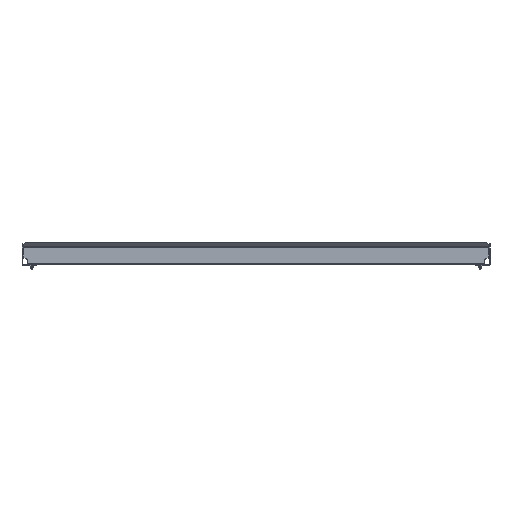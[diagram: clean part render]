
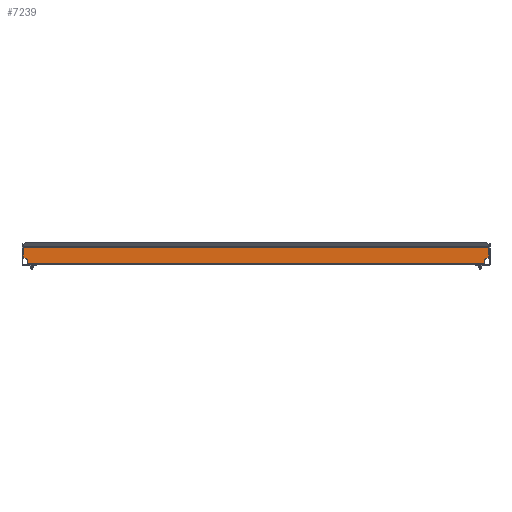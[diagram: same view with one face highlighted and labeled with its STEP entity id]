
A CAD part, front view. The second image highlights one B-rep face of the part: STEP entity #7239.
In plain terms, the highlighted face is planar.
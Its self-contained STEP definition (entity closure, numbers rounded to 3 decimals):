
#103 = LINE ( 'NONE', #5287, #6520 ) ;
#112 = CARTESIAN_POINT ( 'NONE',  ( 369., 0., 1.8 ) ) ;
#326 = DIRECTION ( 'NONE',  ( 0., 1., 0. ) ) ;
#472 = CARTESIAN_POINT ( 'NONE',  ( -363., 0., 7.55 ) ) ;
#490 = LINE ( 'NONE', #5048, #4575 ) ;
#905 = DIRECTION ( 'NONE',  ( -1., 0., 0. ) ) ;
#932 = VECTOR ( 'NONE', #8485, 1000. ) ;
#961 = FACE_OUTER_BOUND ( 'NONE', #8676, .T. ) ;
#987 = VECTOR ( 'NONE', #3219, 1000. ) ;
#1232 = VERTEX_POINT ( 'NONE', #7356 ) ;
#1278 = CARTESIAN_POINT ( 'NONE',  ( -369., 0., 10.8 ) ) ;
#1302 = DIRECTION ( 'NONE',  ( 0., -1., 0. ) ) ;
#1323 = VECTOR ( 'NONE', #3978, 1000. ) ;
#1325 = AXIS2_PLACEMENT_3D ( 'NONE', #6388, #326, #7888 ) ;
#1392 = CARTESIAN_POINT ( 'NONE',  ( -366.25, 0., 7.55 ) ) ;
#1698 = CIRCLE ( 'NONE', #4399, 3.25 ) ;
#1797 = VERTEX_POINT ( 'NONE', #1278 ) ;
#1818 = EDGE_CURVE ( 'NONE', #4613, #8632, #103, .T. ) ;
#1872 = CARTESIAN_POINT ( 'NONE',  ( -366.25, 0., 10.8 ) ) ;
#2440 = ORIENTED_EDGE ( 'NONE', *, *, #7813, .T. ) ;
#2468 = ORIENTED_EDGE ( 'NONE', *, *, #6738, .T. ) ;
#2646 = DIRECTION ( 'NONE',  ( 0., 0., 1. ) ) ;
#2663 = CARTESIAN_POINT ( 'NONE',  ( -369., 0., 27.929 ) ) ;
#2739 = LINE ( 'NONE', #7747, #4511 ) ;
#2877 = EDGE_CURVE ( 'NONE', #8632, #5563, #6085, .T. ) ;
#2926 = CARTESIAN_POINT ( 'NONE',  ( 369., 0., 10.8 ) ) ;
#3038 = LINE ( 'NONE', #2663, #987 ) ;
#3219 = DIRECTION ( 'NONE',  ( 0., 0., -1. ) ) ;
#3421 = LINE ( 'NONE', #3626, #932 ) ;
#3514 = ORIENTED_EDGE ( 'NONE', *, *, #3619, .F. ) ;
#3619 = EDGE_CURVE ( 'NONE', #4321, #7498, #2739, .T. ) ;
#3626 = CARTESIAN_POINT ( 'NONE',  ( 363., 0., -0.001 ) ) ;
#3703 = CARTESIAN_POINT ( 'NONE',  ( -363., 0., 1.8 ) ) ;
#3978 = DIRECTION ( 'NONE',  ( 0., 0., -1. ) ) ;
#4220 = CARTESIAN_POINT ( 'NONE',  ( 369., 0., 27.515 ) ) ;
#4321 = VERTEX_POINT ( 'NONE', #4220 ) ;
#4399 = AXIS2_PLACEMENT_3D ( 'NONE', #4793, #8863, #4770 ) ;
#4511 = VECTOR ( 'NONE', #5648, 1000. ) ;
#4575 = VECTOR ( 'NONE', #905, 1000. ) ;
#4613 = VERTEX_POINT ( 'NONE', #3703 ) ;
#4770 = DIRECTION ( 'NONE',  ( 0., 0., 1. ) ) ;
#4793 = CARTESIAN_POINT ( 'NONE',  ( 366.25, 0., 7.55 ) ) ;
#4908 = ORIENTED_EDGE ( 'NONE', *, *, #6013, .F. ) ;
#4919 = EDGE_CURVE ( 'NONE', #6289, #1232, #1698, .T. ) ;
#5025 = PLANE ( 'NONE',  #1325 ) ;
#5048 = CARTESIAN_POINT ( 'NONE',  ( 363., 0., 10.8 ) ) ;
#5118 = DIRECTION ( 'NONE',  ( -1., 0., 0. ) ) ;
#5140 = ORIENTED_EDGE ( 'NONE', *, *, #6366, .T. ) ;
#5287 = CARTESIAN_POINT ( 'NONE',  ( -363., 0., -0.001 ) ) ;
#5307 = CARTESIAN_POINT ( 'NONE',  ( 369., 0., 27.929 ) ) ;
#5324 = EDGE_CURVE ( 'NONE', #7353, #1232, #3421, .T. ) ;
#5369 = CARTESIAN_POINT ( 'NONE',  ( -369., 0., 27.515 ) ) ;
#5505 = ORIENTED_EDGE ( 'NONE', *, *, #5324, .F. ) ;
#5563 = VERTEX_POINT ( 'NONE', #1872 ) ;
#5634 = EDGE_CURVE ( 'NONE', #4321, #7692, #6133, .T. ) ;
#5648 = DIRECTION ( 'NONE',  ( -1., 0., 0. ) ) ;
#5705 = ORIENTED_EDGE ( 'NONE', *, *, #5634, .T. ) ;
#5739 = CARTESIAN_POINT ( 'NONE',  ( -363., 0., 10.8 ) ) ;
#6003 = VECTOR ( 'NONE', #8926, 1000. ) ;
#6013 = EDGE_CURVE ( 'NONE', #7498, #1797, #3038, .T. ) ;
#6085 = CIRCLE ( 'NONE', #7884, 3.25 ) ;
#6133 = LINE ( 'NONE', #5307, #1323 ) ;
#6225 = ORIENTED_EDGE ( 'NONE', *, *, #1818, .T. ) ;
#6289 = VERTEX_POINT ( 'NONE', #8645 ) ;
#6366 = EDGE_CURVE ( 'NONE', #7353, #4613, #7403, .T. ) ;
#6388 = CARTESIAN_POINT ( 'NONE',  ( 369., 0., 27.929 ) ) ;
#6520 = VECTOR ( 'NONE', #2646, 1000. ) ;
#6674 = ORIENTED_EDGE ( 'NONE', *, *, #2877, .T. ) ;
#6738 = EDGE_CURVE ( 'NONE', #5563, #1797, #7834, .T. ) ;
#7162 = ORIENTED_EDGE ( 'NONE', *, *, #4919, .T. ) ;
#7239 = ADVANCED_FACE ( 'NONE', ( #961 ), #5025, .T. ) ;
#7353 = VERTEX_POINT ( 'NONE', #8653 ) ;
#7356 = CARTESIAN_POINT ( 'NONE',  ( 363., 0., 7.55 ) ) ;
#7403 = LINE ( 'NONE', #112, #6003 ) ;
#7498 = VERTEX_POINT ( 'NONE', #5369 ) ;
#7555 = DIRECTION ( 'NONE',  ( 0., 0., 1. ) ) ;
#7692 = VERTEX_POINT ( 'NONE', #2926 ) ;
#7747 = CARTESIAN_POINT ( 'NONE',  ( 369., 0., 27.515 ) ) ;
#7813 = EDGE_CURVE ( 'NONE', #7692, #6289, #490, .T. ) ;
#7834 = LINE ( 'NONE', #5739, #8494 ) ;
#7884 = AXIS2_PLACEMENT_3D ( 'NONE', #1392, #1302, #7555 ) ;
#7888 = DIRECTION ( 'NONE',  ( 0., 0., 1. ) ) ;
#8485 = DIRECTION ( 'NONE',  ( 0., 0., 1. ) ) ;
#8494 = VECTOR ( 'NONE', #5118, 1000. ) ;
#8632 = VERTEX_POINT ( 'NONE', #472 ) ;
#8645 = CARTESIAN_POINT ( 'NONE',  ( 366.25, 0., 10.8 ) ) ;
#8653 = CARTESIAN_POINT ( 'NONE',  ( 363., 0., 1.8 ) ) ;
#8676 = EDGE_LOOP ( 'NONE', ( #6225, #6674, #2468, #4908, #3514, #5705, #2440, #7162, #5505, #5140 ) ) ;
#8863 = DIRECTION ( 'NONE',  ( 0., -1., 0. ) ) ;
#8926 = DIRECTION ( 'NONE',  ( -1., 0., 0. ) ) ;
